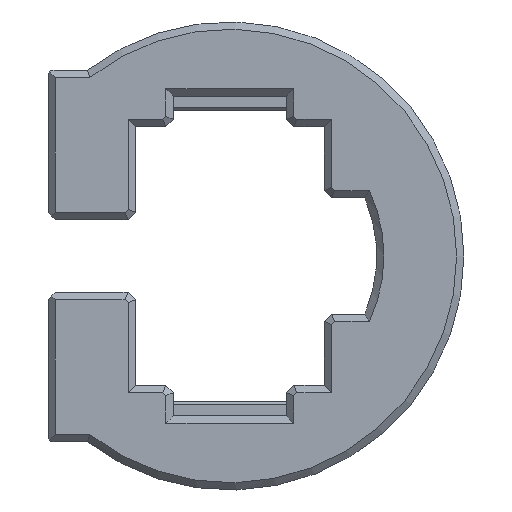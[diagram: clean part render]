
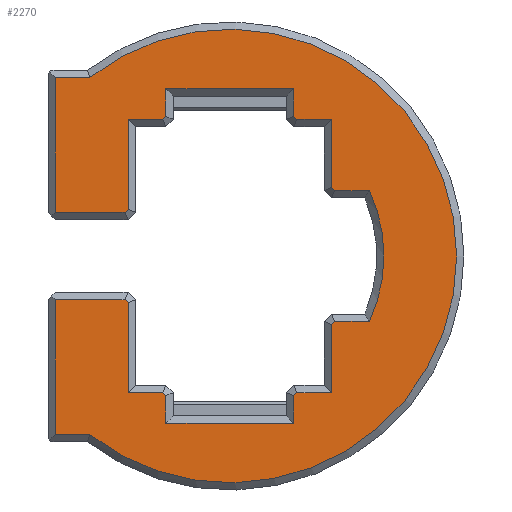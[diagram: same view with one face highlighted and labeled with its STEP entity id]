
A CAD part, front view. The second image highlights one B-rep face of the part: STEP entity #2270.
In plain terms, the highlighted planar face has unit normal (0, -1, 0).
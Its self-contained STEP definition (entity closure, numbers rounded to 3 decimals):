
#37=CIRCLE('',#2380,10.6);
#39=CIRCLE('',#2395,15.6);
#134=FACE_OUTER_BOUND('',#266,.T.);
#266=EDGE_LOOP('',(#1801,#1802,#1803,#1804,#1805,#1806,#1807,#1808,#1809,
#1810,#1811,#1812,#1813,#1814,#1815,#1816,#1817,#1818,#1819,#1820,#1821,
#1822,#1823,#1824,#1825,#1826,#1827,#1828,#1829,#1830,#1831,#1832));
#322=LINE('',#3087,#618);
#328=LINE('',#3098,#624);
#411=LINE('',#3301,#707);
#413=LINE('',#3309,#709);
#421=LINE('',#3335,#717);
#422=LINE('',#3353,#718);
#425=LINE('',#3359,#721);
#428=LINE('',#3365,#724);
#431=LINE('',#3371,#727);
#434=LINE('',#3377,#730);
#437=LINE('',#3384,#733);
#441=LINE('',#3392,#737);
#444=LINE('',#3398,#740);
#447=LINE('',#3404,#743);
#450=LINE('',#3410,#746);
#453=LINE('',#3416,#749);
#457=LINE('',#3422,#753);
#459=LINE('',#3430,#755);
#462=LINE('',#3436,#758);
#465=LINE('',#3442,#761);
#468=LINE('',#3448,#764);
#471=LINE('',#3454,#767);
#474=LINE('',#3460,#770);
#477=LINE('',#3466,#773);
#479=LINE('',#3469,#775);
#482=LINE('',#3475,#778);
#485=LINE('',#3481,#781);
#488=LINE('',#3487,#784);
#491=LINE('',#3493,#787);
#494=LINE('',#3497,#790);
#618=VECTOR('',#2492,10.);
#624=VECTOR('',#2500,10.);
#707=VECTOR('',#2659,10.);
#709=VECTOR('',#2663,10.);
#717=VECTOR('',#2679,10.);
#718=VECTOR('',#2688,10.);
#721=VECTOR('',#2693,10.);
#724=VECTOR('',#2698,10.);
#727=VECTOR('',#2703,10.);
#730=VECTOR('',#2708,10.);
#733=VECTOR('',#2713,10.);
#737=VECTOR('',#2719,10.);
#740=VECTOR('',#2724,10.);
#743=VECTOR('',#2729,10.);
#746=VECTOR('',#2734,10.);
#749=VECTOR('',#2739,10.);
#753=VECTOR('',#2745,10.);
#755=VECTOR('',#2755,10.);
#758=VECTOR('',#2760,10.);
#761=VECTOR('',#2765,10.);
#764=VECTOR('',#2770,10.);
#767=VECTOR('',#2775,10.);
#770=VECTOR('',#2780,10.);
#773=VECTOR('',#2785,10.);
#775=VECTOR('',#2789,10.);
#778=VECTOR('',#2794,10.);
#781=VECTOR('',#2799,10.);
#784=VECTOR('',#2804,10.);
#787=VECTOR('',#2809,10.);
#790=VECTOR('',#2814,10.);
#913=VERTEX_POINT('',#3084);
#914=VERTEX_POINT('',#3086);
#918=VERTEX_POINT('',#3096);
#979=VERTEX_POINT('',#3298);
#980=VERTEX_POINT('',#3300);
#981=VERTEX_POINT('',#3307);
#987=VERTEX_POINT('',#3330);
#988=VERTEX_POINT('',#3337);
#989=VERTEX_POINT('',#3338);
#992=VERTEX_POINT('',#3352);
#994=VERTEX_POINT('',#3358);
#996=VERTEX_POINT('',#3364);
#998=VERTEX_POINT('',#3370);
#1000=VERTEX_POINT('',#3376);
#1002=VERTEX_POINT('',#3382);
#1003=VERTEX_POINT('',#3383);
#1006=VERTEX_POINT('',#3391);
#1008=VERTEX_POINT('',#3397);
#1010=VERTEX_POINT('',#3403);
#1012=VERTEX_POINT('',#3409);
#1014=VERTEX_POINT('',#3415);
#1017=VERTEX_POINT('',#3429);
#1019=VERTEX_POINT('',#3435);
#1021=VERTEX_POINT('',#3441);
#1023=VERTEX_POINT('',#3447);
#1025=VERTEX_POINT('',#3453);
#1027=VERTEX_POINT('',#3459);
#1029=VERTEX_POINT('',#3465);
#1031=VERTEX_POINT('',#3474);
#1033=VERTEX_POINT('',#3480);
#1035=VERTEX_POINT('',#3486);
#1037=VERTEX_POINT('',#3492);
#1106=EDGE_CURVE('',#913,#914,#322,.T.);
#1112=EDGE_CURVE('',#918,#913,#328,.T.);
#1206=EDGE_CURVE('',#979,#980,#411,.T.);
#1209=EDGE_CURVE('',#981,#979,#413,.T.);
#1219=EDGE_CURVE('',#987,#918,#421,.T.);
#1220=EDGE_CURVE('',#988,#989,#37,.T.);
#1224=EDGE_CURVE('',#989,#992,#422,.T.);
#1227=EDGE_CURVE('',#992,#994,#425,.T.);
#1230=EDGE_CURVE('',#994,#996,#428,.T.);
#1233=EDGE_CURVE('',#996,#998,#431,.T.);
#1236=EDGE_CURVE('',#998,#1000,#434,.T.);
#1239=EDGE_CURVE('',#1002,#1003,#437,.T.);
#1243=EDGE_CURVE('',#1003,#1006,#441,.T.);
#1246=EDGE_CURVE('',#1006,#1008,#444,.T.);
#1249=EDGE_CURVE('',#1008,#1010,#447,.T.);
#1252=EDGE_CURVE('',#1010,#1012,#450,.T.);
#1255=EDGE_CURVE('',#1012,#1014,#453,.T.);
#1259=EDGE_CURVE('',#1014,#981,#457,.T.);
#1260=EDGE_CURVE('',#980,#987,#39,.T.);
#1263=EDGE_CURVE('',#914,#1017,#459,.T.);
#1266=EDGE_CURVE('',#1017,#1019,#462,.T.);
#1269=EDGE_CURVE('',#1019,#1021,#465,.T.);
#1272=EDGE_CURVE('',#1021,#1023,#468,.T.);
#1275=EDGE_CURVE('',#1023,#1025,#471,.T.);
#1278=EDGE_CURVE('',#1025,#1027,#474,.T.);
#1281=EDGE_CURVE('',#1027,#1029,#477,.T.);
#1283=EDGE_CURVE('',#1000,#1002,#479,.T.);
#1286=EDGE_CURVE('',#1029,#1031,#482,.T.);
#1289=EDGE_CURVE('',#1031,#1033,#485,.T.);
#1292=EDGE_CURVE('',#1033,#1035,#488,.T.);
#1295=EDGE_CURVE('',#1035,#1037,#491,.T.);
#1298=EDGE_CURVE('',#1037,#988,#494,.T.);
#1801=ORIENTED_EDGE('',*,*,#1239,.F.);
#1802=ORIENTED_EDGE('',*,*,#1283,.F.);
#1803=ORIENTED_EDGE('',*,*,#1236,.F.);
#1804=ORIENTED_EDGE('',*,*,#1233,.F.);
#1805=ORIENTED_EDGE('',*,*,#1230,.F.);
#1806=ORIENTED_EDGE('',*,*,#1227,.F.);
#1807=ORIENTED_EDGE('',*,*,#1224,.F.);
#1808=ORIENTED_EDGE('',*,*,#1220,.F.);
#1809=ORIENTED_EDGE('',*,*,#1298,.F.);
#1810=ORIENTED_EDGE('',*,*,#1295,.F.);
#1811=ORIENTED_EDGE('',*,*,#1292,.F.);
#1812=ORIENTED_EDGE('',*,*,#1289,.F.);
#1813=ORIENTED_EDGE('',*,*,#1286,.F.);
#1814=ORIENTED_EDGE('',*,*,#1281,.F.);
#1815=ORIENTED_EDGE('',*,*,#1278,.F.);
#1816=ORIENTED_EDGE('',*,*,#1275,.F.);
#1817=ORIENTED_EDGE('',*,*,#1272,.F.);
#1818=ORIENTED_EDGE('',*,*,#1269,.F.);
#1819=ORIENTED_EDGE('',*,*,#1266,.F.);
#1820=ORIENTED_EDGE('',*,*,#1263,.F.);
#1821=ORIENTED_EDGE('',*,*,#1106,.F.);
#1822=ORIENTED_EDGE('',*,*,#1112,.F.);
#1823=ORIENTED_EDGE('',*,*,#1219,.F.);
#1824=ORIENTED_EDGE('',*,*,#1260,.F.);
#1825=ORIENTED_EDGE('',*,*,#1206,.F.);
#1826=ORIENTED_EDGE('',*,*,#1209,.F.);
#1827=ORIENTED_EDGE('',*,*,#1259,.F.);
#1828=ORIENTED_EDGE('',*,*,#1255,.F.);
#1829=ORIENTED_EDGE('',*,*,#1252,.F.);
#1830=ORIENTED_EDGE('',*,*,#1249,.F.);
#1831=ORIENTED_EDGE('',*,*,#1246,.F.);
#1832=ORIENTED_EDGE('',*,*,#1243,.F.);
#2142=PLANE('',#2427);
#2270=ADVANCED_FACE('',(#134),#2142,.T.);
#2380=AXIS2_PLACEMENT_3D('',#3339,#2682,#2683);
#2395=AXIS2_PLACEMENT_3D('',#3424,#2748,#2749);
#2427=AXIS2_PLACEMENT_3D('',#3582,#2890,#2891);
#2492=DIRECTION('',(1.,0.,0.));
#2500=DIRECTION('',(0.,0.,1.));
#2659=DIRECTION('',(1.,0.,0.));
#2663=DIRECTION('',(0.,0.,1.));
#2679=DIRECTION('',(-1.,0.,0.));
#2682=DIRECTION('center_axis',(0.,-1.,0.));
#2683=DIRECTION('ref_axis',(1.,0.,0.));
#2688=DIRECTION('',(-1.,0.,0.));
#2693=DIRECTION('',(-0.707,0.,0.707));
#2698=DIRECTION('',(0.,0.,1.));
#2703=DIRECTION('',(-1.,0.,0.));
#2708=DIRECTION('',(-0.707,0.,0.707));
#2713=DIRECTION('',(-1.,0.,0.));
#2719=DIRECTION('',(0.,0.,-1.));
#2724=DIRECTION('',(-0.707,0.,-0.707));
#2729=DIRECTION('',(-1.,0.,0.));
#2734=DIRECTION('',(0.,0.,-1.));
#2739=DIRECTION('',(-0.707,0.,-0.707));
#2745=DIRECTION('',(-1.,0.,0.));
#2748=DIRECTION('center_axis',(0.,1.,0.));
#2749=DIRECTION('ref_axis',(0.609,0.,0.793));
#2755=DIRECTION('',(0.707,0.,-0.707));
#2760=DIRECTION('',(0.,0.,-1.));
#2765=DIRECTION('',(1.,0.,0.));
#2770=DIRECTION('',(0.707,0.,-0.707));
#2775=DIRECTION('',(0.,0.,-1.));
#2780=DIRECTION('',(1.,0.,0.));
#2785=DIRECTION('',(0.,0.,1.));
#2789=DIRECTION('',(0.,0.,1.));
#2794=DIRECTION('',(0.707,0.,0.707));
#2799=DIRECTION('',(1.,0.,0.));
#2804=DIRECTION('',(0.,0.,1.));
#2809=DIRECTION('',(0.707,0.,0.707));
#2814=DIRECTION('',(1.,0.,0.));
#2890=DIRECTION('center_axis',(0.,-1.,0.));
#2891=DIRECTION('ref_axis',(1.,0.,0.));
#3084=CARTESIAN_POINT('',(-12.,-3.9,-3.));
#3086=CARTESIAN_POINT('',(-7.207,-3.9,-3.));
#3087=CARTESIAN_POINT('',(-5.35,-3.9,-3.));
#3096=CARTESIAN_POINT('',(-12.,-3.9,-12.274));
#3098=CARTESIAN_POINT('',(-12.,-3.9,4.8));
#3298=CARTESIAN_POINT('',(-12.,-3.9,12.274));
#3300=CARTESIAN_POINT('',(-9.629,-3.9,12.274));
#3301=CARTESIAN_POINT('',(-4.,-3.9,12.274));
#3307=CARTESIAN_POINT('',(-12.,-3.9,3.));
#3309=CARTESIAN_POINT('',(-12.,-3.9,4.8));
#3330=CARTESIAN_POINT('',(-9.629,-3.9,-12.274));
#3335=CARTESIAN_POINT('',(-5.35,-3.9,-12.274));
#3337=CARTESIAN_POINT('',(9.597,-3.9,-4.5));
#3338=CARTESIAN_POINT('',(9.597,-3.9,4.5));
#3339=CARTESIAN_POINT('Origin',(0.,-3.9,0.));
#3352=CARTESIAN_POINT('',(7.207,-3.9,4.5));
#3353=CARTESIAN_POINT('',(4.15,-3.9,4.5));
#3358=CARTESIAN_POINT('',(7.,-3.9,4.707));
#3359=CARTESIAN_POINT('',(6.929,-3.9,4.779));
#3364=CARTESIAN_POINT('',(7.,-3.9,9.4));
#3365=CARTESIAN_POINT('',(7.,-3.9,4.45));
#3370=CARTESIAN_POINT('',(4.607,-3.9,9.4));
#3371=CARTESIAN_POINT('',(2.85,-3.9,9.4));
#3376=CARTESIAN_POINT('',(4.4,-3.9,9.607));
#3377=CARTESIAN_POINT('',(6.204,-3.9,7.804));
#3382=CARTESIAN_POINT('',(4.4,-3.9,11.5));
#3383=CARTESIAN_POINT('',(-4.4,-3.9,11.5));
#3384=CARTESIAN_POINT('',(-1.05,-3.9,11.5));
#3391=CARTESIAN_POINT('',(-4.4,-3.9,9.607));
#3392=CARTESIAN_POINT('',(-4.4,-3.9,4.45));
#3397=CARTESIAN_POINT('',(-4.607,-3.9,9.4));
#3398=CARTESIAN_POINT('',(-5.304,-3.9,8.704));
#3403=CARTESIAN_POINT('',(-7.,-3.9,9.4));
#3404=CARTESIAN_POINT('',(-2.35,-3.9,9.4));
#3409=CARTESIAN_POINT('',(-7.,-3.9,3.207));
#3410=CARTESIAN_POINT('',(-7.,-3.9,-4.45));
#3415=CARTESIAN_POINT('',(-7.207,-3.9,3.));
#3416=CARTESIAN_POINT('',(-5.654,-3.9,4.554));
#3422=CARTESIAN_POINT('',(-2.35,-3.9,3.));
#3424=CARTESIAN_POINT('Origin',(0.,-3.9,0.));
#3429=CARTESIAN_POINT('',(-7.,-3.9,-3.207));
#3430=CARTESIAN_POINT('',(-5.654,-3.9,-4.554));
#3435=CARTESIAN_POINT('',(-7.,-3.9,-9.4));
#3436=CARTESIAN_POINT('',(-7.,-3.9,-4.45));
#3441=CARTESIAN_POINT('',(-4.607,-3.9,-9.4));
#3442=CARTESIAN_POINT('',(-1.05,-3.9,-9.4));
#3447=CARTESIAN_POINT('',(-4.4,-3.9,-9.607));
#3448=CARTESIAN_POINT('',(-5.304,-3.9,-8.704));
#3453=CARTESIAN_POINT('',(-4.4,-3.9,-11.5));
#3454=CARTESIAN_POINT('',(-4.4,-3.9,-5.));
#3459=CARTESIAN_POINT('',(4.4,-3.9,-11.5));
#3460=CARTESIAN_POINT('',(2.85,-3.9,-11.5));
#3465=CARTESIAN_POINT('',(4.4,-3.9,-9.607));
#3466=CARTESIAN_POINT('',(4.4,-3.9,-4.45));
#3469=CARTESIAN_POINT('',(4.4,-3.9,5.));
#3474=CARTESIAN_POINT('',(4.607,-3.9,-9.4));
#3475=CARTESIAN_POINT('',(6.204,-3.9,-7.804));
#3480=CARTESIAN_POINT('',(7.,-3.9,-9.4));
#3481=CARTESIAN_POINT('',(4.15,-3.9,-9.4));
#3486=CARTESIAN_POINT('',(7.,-3.9,-4.707));
#3487=CARTESIAN_POINT('',(7.,-3.9,-2.));
#3492=CARTESIAN_POINT('',(7.207,-3.9,-4.5));
#3493=CARTESIAN_POINT('',(6.929,-3.9,-4.779));
#3497=CARTESIAN_POINT('',(5.537,-3.9,-4.5));
#3582=CARTESIAN_POINT('Origin',(1.8,-3.9,0.));
